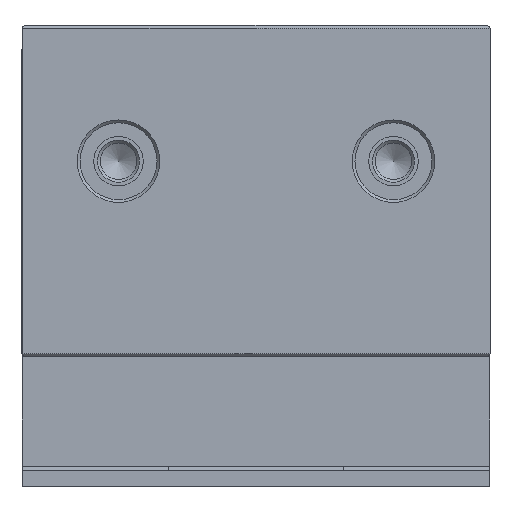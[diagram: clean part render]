
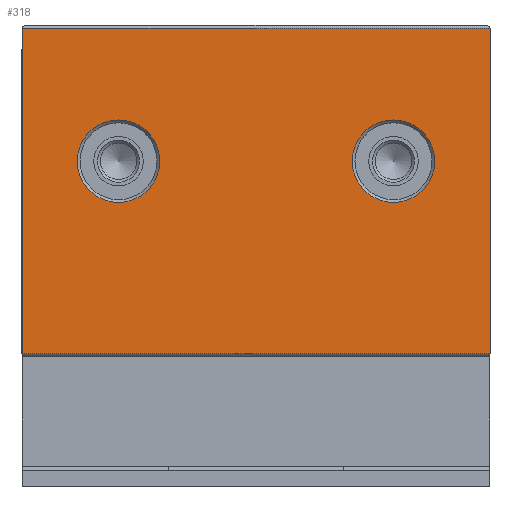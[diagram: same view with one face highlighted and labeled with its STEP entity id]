
A CAD part, left-side view. The second image highlights one B-rep face of the part: STEP entity #318.
In plain terms, the highlighted face is planar.
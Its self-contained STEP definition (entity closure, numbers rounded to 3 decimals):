
#318 = ADVANCED_FACE( '', ( #551, #552, #553 ), #554, .F. );
#551 = FACE_BOUND( '', #827, .T. );
#552 = FACE_BOUND( '', #828, .T. );
#553 = FACE_OUTER_BOUND( '', #829, .T. );
#554 = PLANE( '', #830 );
#827 = EDGE_LOOP( '', ( #1630 ) );
#828 = EDGE_LOOP( '', ( #1631 ) );
#829 = EDGE_LOOP( '', ( #1632, #1633, #1634, #1635 ) );
#830 = AXIS2_PLACEMENT_3D( '', #1636, #1637, #1638 );
#1630 = ORIENTED_EDGE( '', *, *, #2043, .T. );
#1631 = ORIENTED_EDGE( '', *, *, #2044, .T. );
#1632 = ORIENTED_EDGE( '', *, *, #2045, .T. );
#1633 = ORIENTED_EDGE( '', *, *, #2046, .T. );
#1634 = ORIENTED_EDGE( '', *, *, #2047, .F. );
#1635 = ORIENTED_EDGE( '', *, *, #2048, .T. );
#1636 = CARTESIAN_POINT( '', ( 42.55, -14., 60.2 ) );
#1637 = DIRECTION( '', ( 0., 1., 0. ) );
#1638 = DIRECTION( '', ( 0., 0., 1. ) );
#2043 = EDGE_CURVE( '', #2452, #2452, #2453, .T. );
#2044 = EDGE_CURVE( '', #2454, #2454, #2455, .T. );
#2045 = EDGE_CURVE( '', #2456, #2457, #2458, .T. );
#2046 = EDGE_CURVE( '', #2457, #2459, #2460, .T. );
#2047 = EDGE_CURVE( '', #2461, #2459, #2462, .T. );
#2048 = EDGE_CURVE( '', #2461, #2456, #2463, .T. );
#2452 = VERTEX_POINT( '', #3053 );
#2453 = CIRCLE( '', #3054, 7.5 );
#2454 = VERTEX_POINT( '', #3055 );
#2455 = CIRCLE( '', #3056, 7.5 );
#2456 = VERTEX_POINT( '', #3057 );
#2457 = VERTEX_POINT( '', #3058 );
#2458 = LINE( '', #3059, #3060 );
#2459 = VERTEX_POINT( '', #3061 );
#2460 = LINE( '', #3062, #3063 );
#2461 = VERTEX_POINT( '', #3064 );
#2462 = LINE( '', #3065, #3066 );
#2463 = LINE( '', #3067, #3068 );
#3053 = CARTESIAN_POINT( '', ( 25., -14., 43. ) );
#3054 = AXIS2_PLACEMENT_3D( '', #3522, #3523, #3524 );
#3055 = CARTESIAN_POINT( '', ( -25., -14., 43. ) );
#3056 = AXIS2_PLACEMENT_3D( '', #3525, #3526, #3527 );
#3057 = CARTESIAN_POINT( '', ( -42.55, -14., 59.7 ) );
#3058 = CARTESIAN_POINT( '', ( -42.55, -14., 0.5 ) );
#3059 = CARTESIAN_POINT( '', ( -42.55, -14., 60.2 ) );
#3060 = VECTOR( '', #3528, 1000. );
#3061 = CARTESIAN_POINT( '', ( 42.55, -14., 0.5 ) );
#3062 = CARTESIAN_POINT( '', ( 42.55, -14., 0.5 ) );
#3063 = VECTOR( '', #3529, 1000. );
#3064 = CARTESIAN_POINT( '', ( 42.55, -14., 59.7 ) );
#3065 = CARTESIAN_POINT( '', ( 42.55, -14., 60.2 ) );
#3066 = VECTOR( '', #3530, 1000. );
#3067 = CARTESIAN_POINT( '', ( 42.55, -14., 59.7 ) );
#3068 = VECTOR( '', #3531, 1000. );
#3522 = CARTESIAN_POINT( '', ( 25., -14., 35.5 ) );
#3523 = DIRECTION( '', ( 0., 1., 0. ) );
#3524 = DIRECTION( '', ( 0., 0., 1. ) );
#3525 = CARTESIAN_POINT( '', ( -25., -14., 35.5 ) );
#3526 = DIRECTION( '', ( 0., 1., 0. ) );
#3527 = DIRECTION( '', ( 0., 0., 1. ) );
#3528 = DIRECTION( '', ( 0., 0., -1. ) );
#3529 = DIRECTION( '', ( 1., 0., 0. ) );
#3530 = DIRECTION( '', ( 0., 0., -1. ) );
#3531 = DIRECTION( '', ( -1., 0., 0. ) );
